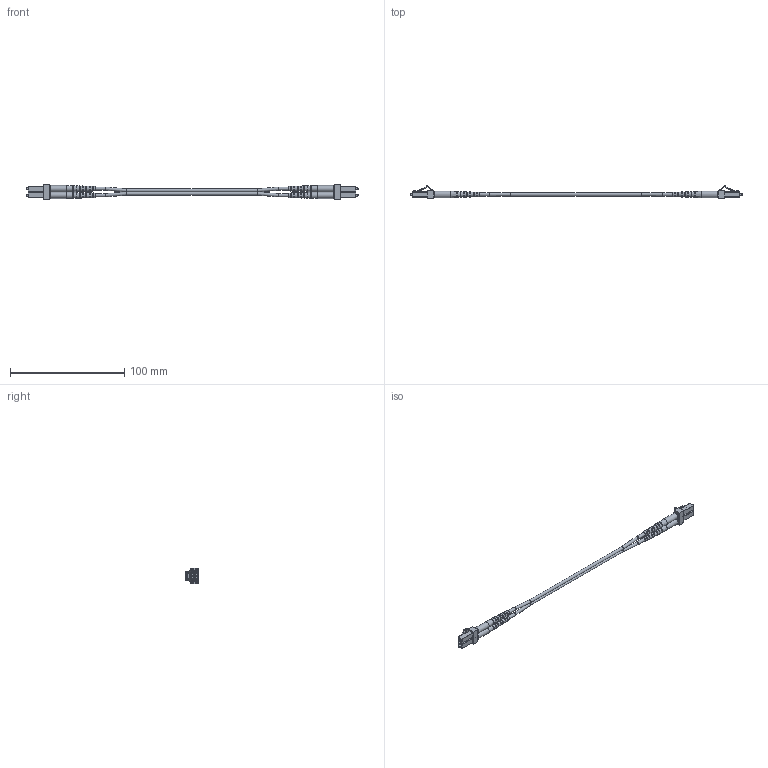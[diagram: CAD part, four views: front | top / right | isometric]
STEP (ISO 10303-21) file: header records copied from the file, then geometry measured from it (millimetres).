
FILE_DESCRIPTION (( 'STEP AP214' ), '1' );
FILE_NAME ('FODZLCCL-OM2.STEP', '2018-01-16T14:34:03', ( '' ), ( '' ), 'SwSTEP 2.0', 'SolidWorks 2014', '' );
FILE_SCHEMA (( 'AUTOMOTIVE_DESIGN' ));
Length unit declared in the file: inch
Products named in the file (7): CONN-LC3-240-3; CONN-LC3-240-3-MA3; LC-CONN; CONN-LC3-240-3-MA2; CONN-LC3-240-3-MA1; N602-INS-ZC-62PFD_clipped LC''s on both ends; FODZLCCL-OM2
Assembly tree (8 placements, depth 4):
  FODZLCCL-OM2
    N602-INS-ZC-62PFD_clipped LC''s on both ends
    CONN-LC3-240-3  x2
      LC-CONN
        CONN-LC3-240-3-MA1
        CONN-LC3-240-3-MA2
      CONN-LC3-240-3-MA3
Bounding box: 291.08 x 10.6 x 13.34 mm (x, y, z)
Volume: 5867.3 mm3; surface area: 11904.1 mm2
Topology: 11 solids, 11 shells, 644 faces, 1733 edges, 1105 vertices
Faces by surface type: plane 484, cylinder 78, cone 36, bspline 18, sphere 16, torus 12
Full cylindrical faces by diameter (mm): 1.27 x4, 2.017 x4, 2.794 x8, 3.048 x20, 5.588 x4
Entity records: 7636 total; most frequent: CARTESIAN_POINT 1955, ORIENTED_EDGE 958, DIRECTION 943, EDGE_CURVE 479, AXIS2_PLACEMENT_3D 330, VERTEX_POINT 326, EDGE_LOOP 285, LINE 283
